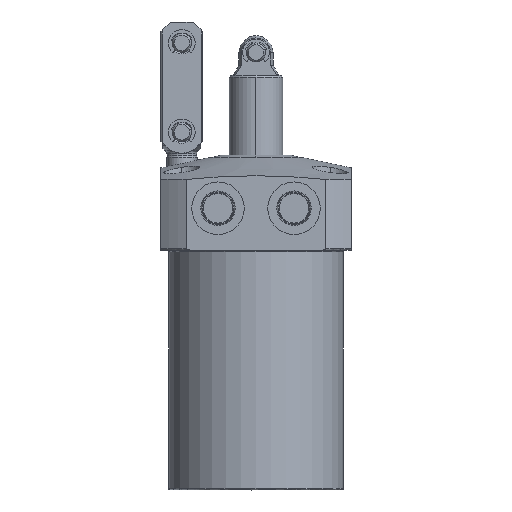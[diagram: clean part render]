
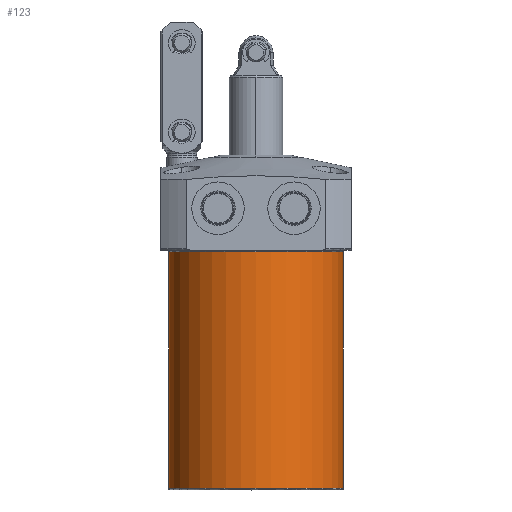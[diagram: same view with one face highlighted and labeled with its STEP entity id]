
A CAD part, top view. The second image highlights one B-rep face of the part: STEP entity #123.
In plain terms, the highlighted cylindrical face has radius 23 mm (diameter 46 mm), a partial arc.
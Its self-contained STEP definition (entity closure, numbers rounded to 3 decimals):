
#123 = ADVANCED_FACE ( 'NONE', ( #5684 ), #5661, .T. ) ;
#467 = EDGE_LOOP ( 'NONE', ( #6971, #6970, #6983, #6980 ) ) ;
#2052 = CARTESIAN_POINT ( 'NONE',  ( -23., -24.6, 0. ) ) ;
#2073 = CARTESIAN_POINT ( 'NONE',  ( -23., -86.8, 0. ) ) ;
#2542 = CARTESIAN_POINT ( 'NONE',  ( 23., -86.8, 0. ) ) ;
#2618 = CARTESIAN_POINT ( 'NONE',  ( 23., -24.6, 0. ) ) ;
#3553 = EDGE_CURVE ( 'NONE', #6930, #6909, #5099, .T. ) ;
#3554 = EDGE_CURVE ( 'NONE', #10074, #10150, #5097, .T. ) ;
#3555 = EDGE_CURVE ( 'NONE', #6930, #10074, #5104, .T. ) ;
#3566 = EDGE_CURVE ( 'NONE', #10150, #6909, #5080, .T. ) ;
#3936 = AXIS2_PLACEMENT_3D ( 'NONE', #9145, #9147, #9149 ) ;
#5080 = CIRCLE ( 'NONE', #7904, 23. ) ;
#5094 = VECTOR ( 'NONE', #6009, 1000. ) ;
#5096 = VECTOR ( 'NONE', #6018, 1000. ) ;
#5097 = LINE ( 'NONE', #6010, #5094 ) ;
#5099 = LINE ( 'NONE', #6014, #5096 ) ;
#5104 = CIRCLE ( 'NONE', #7998, 23. ) ;
#5661 = CYLINDRICAL_SURFACE ( 'NONE', #3936, 23. ) ;
#5684 = FACE_OUTER_BOUND ( 'NONE', #467, .T. ) ;
#5860 = DIRECTION ( 'NONE',  ( -1., 0., 0. ) ) ;
#5861 = DIRECTION ( 'NONE',  ( 0., -1., 0. ) ) ;
#5862 = CARTESIAN_POINT ( 'NONE',  ( 0., -24.6, 0. ) ) ;
#6005 = DIRECTION ( 'NONE',  ( -1., 0., 0. ) ) ;
#6006 = DIRECTION ( 'NONE',  ( 0., 1., 0. ) ) ;
#6007 = CARTESIAN_POINT ( 'NONE',  ( 0., -86.8, 0. ) ) ;
#6009 = DIRECTION ( 'NONE',  ( 0., 1., 0. ) ) ;
#6010 = CARTESIAN_POINT ( 'NONE',  ( 23., 0., 0. ) ) ;
#6014 = CARTESIAN_POINT ( 'NONE',  ( -23., 0., 0. ) ) ;
#6018 = DIRECTION ( 'NONE',  ( 0., 1., 0. ) ) ;
#6909 = VERTEX_POINT ( 'NONE', #2052 ) ;
#6930 = VERTEX_POINT ( 'NONE', #2073 ) ;
#6970 = ORIENTED_EDGE ( 'NONE', *, *, #3554, .T. ) ;
#6971 = ORIENTED_EDGE ( 'NONE', *, *, #3555, .T. ) ;
#6980 = ORIENTED_EDGE ( 'NONE', *, *, #3553, .F. ) ;
#6983 = ORIENTED_EDGE ( 'NONE', *, *, #3566, .T. ) ;
#7904 = AXIS2_PLACEMENT_3D ( 'NONE', #5862, #5861, #5860 ) ;
#7998 = AXIS2_PLACEMENT_3D ( 'NONE', #6007, #6006, #6005 ) ;
#9145 = CARTESIAN_POINT ( 'NONE',  ( 0., 0., 0. ) ) ;
#9147 = DIRECTION ( 'NONE',  ( 0., 1., 0. ) ) ;
#9149 = DIRECTION ( 'NONE',  ( -1., 0., 0. ) ) ;
#10074 = VERTEX_POINT ( 'NONE', #2542 ) ;
#10150 = VERTEX_POINT ( 'NONE', #2618 ) ;
